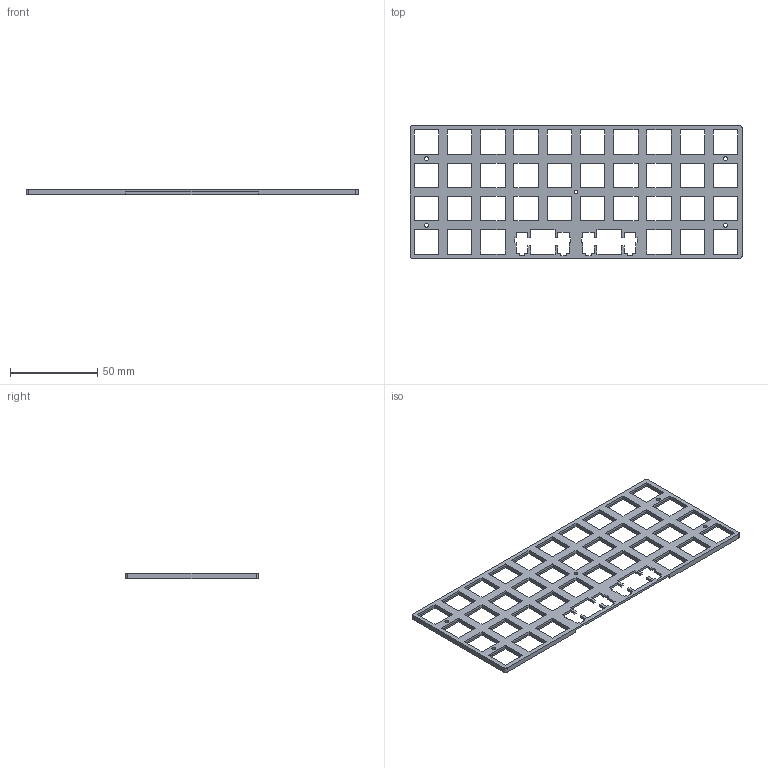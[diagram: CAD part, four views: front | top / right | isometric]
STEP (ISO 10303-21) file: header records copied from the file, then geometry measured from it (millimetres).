
FILE_DESCRIPTION(('HOOPS Exchange Step'),'2;1');
FILE_NAME('temp_export','2025-12-25T09:27:27-05:00',('jscotto'),('Shapr3D Limited'),'HOOPS Exchange 2025.7','Shapr3D','Authorized');
FILE_SCHEMA( ('AP242_MANAGED_MODEL_BASED_3D_ENGINEERING_MIM_LF {1 0 10303 442 1 1 4}') );
Length unit declared in the file: millimetre
Products named in the file (1): Plate (2x2)
Bounding box: 189.85 x 75.85 x 3 mm (x, y, z)
Volume: 17016 mm3; surface area: 21467.6 mm2
Topology: 1 solids, 1 shells, 415 faces, 1141 edges, 764 vertices
Faces by surface type: plane 406, cylinder 9
Full cylindrical faces by diameter (mm): 2.2 x5
Entity records: 13151 total; most frequent: CARTESIAN_POINT 2322, ORIENTED_EDGE 2282, DIRECTION 2003, EDGE_CURVE 1141, VECTOR 1113, LINE 1113, VERTEX_POINT 764, EDGE_LOOP 537
